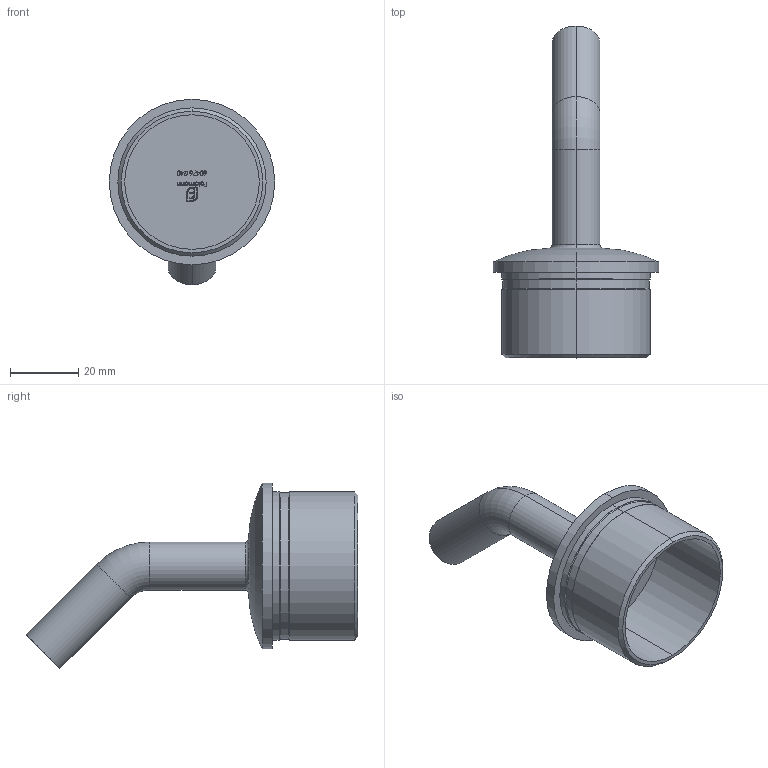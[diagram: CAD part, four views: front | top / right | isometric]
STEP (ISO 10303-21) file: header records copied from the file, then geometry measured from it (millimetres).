
FILE_DESCRIPTION (( 'STEP AP203' ), '1' );
FILE_NAME ('60476-240.step', '2021-05-11T11:20:09', ( '' ), ( '' ), 'SwSTEP 2.0', 'SolidWorks 2018', '' );
FILE_SCHEMA (( 'CONFIG_CONTROL_DESIGN' ));
Length unit declared in the file: millimetre
Products named in the file (2): 60476-240
Bounding box: 48.3 x 96.95 x 54.12 mm (x, y, z)
Volume: 27073.7 mm3; surface area: 13700.7 mm2
Topology: 1 solids, 1 shells, 293 faces, 764 edges, 504 vertices
Faces by surface type: plane 157, bspline 110, cylinder 14, torus 6, cone 6
Entity records: 14499 total; most frequent: CARTESIAN_POINT 7865, ORIENTED_EDGE 1528, DIRECTION 956, EDGE_CURVE 764, VERTEX_POINT 504, LINE 502, VECTOR 502, EDGE_LOOP 324
